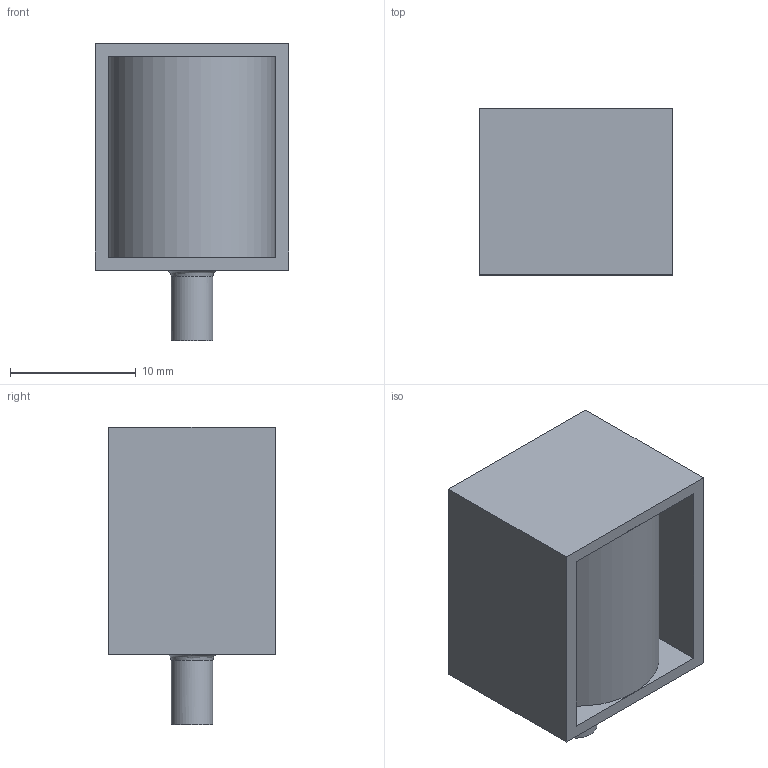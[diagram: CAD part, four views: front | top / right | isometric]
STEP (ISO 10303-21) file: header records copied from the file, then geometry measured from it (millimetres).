
FILE_DESCRIPTION(('FreeCAD Model'),'2;1');
FILE_NAME('Open CASCADE Shape Model','2025-12-07T21:58:00',(''),(''), 'Open CASCADE STEP processor 7.8','FreeCAD','Unknown');
FILE_SCHEMA(('AUTOMOTIVE_DESIGN { 1 0 10303 214 1 1 1 1 }'));
Length unit declared in the file: millimetre
Products named in the file (1): COMPOUND
Bounding box: 15.4 x 13.2 x 23.6 mm (x, y, z)
Volume: 3123.3 mm3; surface area: 2809.9 mm2
Topology: 2 solids, 2 shells, 18 faces, 105 edges, 289 vertices
Faces by surface type: bspline 18
Entity records: 1414 total; most frequent: CARTESIAN_POINT 741, B_SPLINE_CURVE_WITH_KNOTS 81, GEOMETRIC_CURVE_SET 71, ORIENTED_EDGE 70, TRIMMED_CURVE 70, EDGE_CURVE 35, STYLED_ITEM 25, PRESENTATION_STYLE_ASSIGNMENT 25
